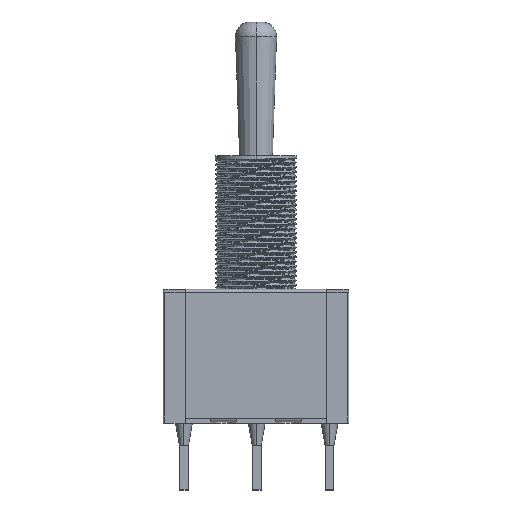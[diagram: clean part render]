
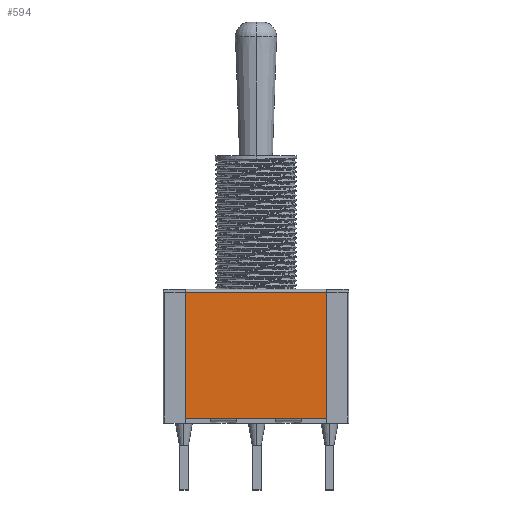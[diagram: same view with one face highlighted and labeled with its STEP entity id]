
A CAD part, top view. The second image highlights one B-rep face of the part: STEP entity #594.
In plain terms, the highlighted planar face has unit normal (0, 0, 1).
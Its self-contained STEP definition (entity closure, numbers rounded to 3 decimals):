
#92 = PLANE ( 'NONE',  #1063 ) ;
#259 = LINE ( 'NONE', #8079, #14840 ) ;
#404 = CARTESIAN_POINT ( 'NONE',  ( 0., 8.8, 0. ) ) ;
#524 = DIRECTION ( 'NONE',  ( -1., 0., 0. ) ) ;
#594 = ADVANCED_FACE ( 'NONE', ( #7087 ), #92, .F. ) ;
#819 = DIRECTION ( 'NONE',  ( 0., 1., 0. ) ) ;
#1063 = AXIS2_PLACEMENT_3D ( 'NONE', #12421, #1766, #524 ) ;
#1456 = EDGE_LOOP ( 'NONE', ( #6690, #9630, #12874, #5257 ) ) ;
#1695 = DIRECTION ( 'NONE',  ( 1., 0., 0. ) ) ;
#1766 = DIRECTION ( 'NONE',  ( 0., 0., -1. ) ) ;
#1801 = LINE ( 'NONE', #11177, #10292 ) ;
#3006 = EDGE_CURVE ( 'NONE', #12503, #13678, #259, .T. ) ;
#4600 = VERTEX_POINT ( 'NONE', #12897 ) ;
#5257 = ORIENTED_EDGE ( 'NONE', *, *, #10255, .T. ) ;
#5806 = VERTEX_POINT ( 'NONE', #11842 ) ;
#6039 = CARTESIAN_POINT ( 'NONE',  ( 11.001, 0.3, 0. ) ) ;
#6690 = ORIENTED_EDGE ( 'NONE', *, *, #3006, .T. ) ;
#7087 = FACE_OUTER_BOUND ( 'NONE', #1456, .T. ) ;
#7548 = EDGE_CURVE ( 'NONE', #5806, #4600, #10746, .T. ) ;
#8079 = CARTESIAN_POINT ( 'NONE',  ( 11.001, 0.3, 0. ) ) ;
#8920 = DIRECTION ( 'NONE',  ( -1., 0., 0. ) ) ;
#9630 = ORIENTED_EDGE ( 'NONE', *, *, #11004, .T. ) ;
#10255 = EDGE_CURVE ( 'NONE', #4600, #12503, #1801, .T. ) ;
#10292 = VECTOR ( 'NONE', #1695, 1000. ) ;
#10465 = VECTOR ( 'NONE', #8920, 1000. ) ;
#10746 = LINE ( 'NONE', #13648, #12837 ) ;
#11004 = EDGE_CURVE ( 'NONE', #13678, #5806, #12354, .T. ) ;
#11177 = CARTESIAN_POINT ( 'NONE',  ( 1.5, 0.3, 0. ) ) ;
#11842 = CARTESIAN_POINT ( 'NONE',  ( 1.5, 8.8, 0. ) ) ;
#11916 = DIRECTION ( 'NONE',  ( 0., -1., 0. ) ) ;
#12354 = LINE ( 'NONE', #404, #10465 ) ;
#12421 = CARTESIAN_POINT ( 'NONE',  ( 0., 0., 0. ) ) ;
#12503 = VERTEX_POINT ( 'NONE', #6039 ) ;
#12837 = VECTOR ( 'NONE', #11916, 1000. ) ;
#12874 = ORIENTED_EDGE ( 'NONE', *, *, #7548, .T. ) ;
#12897 = CARTESIAN_POINT ( 'NONE',  ( 1.5, 0.3, 0. ) ) ;
#13648 = CARTESIAN_POINT ( 'NONE',  ( 1.5, 0.3, 0. ) ) ;
#13678 = VERTEX_POINT ( 'NONE', #14555 ) ;
#14555 = CARTESIAN_POINT ( 'NONE',  ( 11.001, 8.8, 0. ) ) ;
#14840 = VECTOR ( 'NONE', #819, 1000. ) ;
